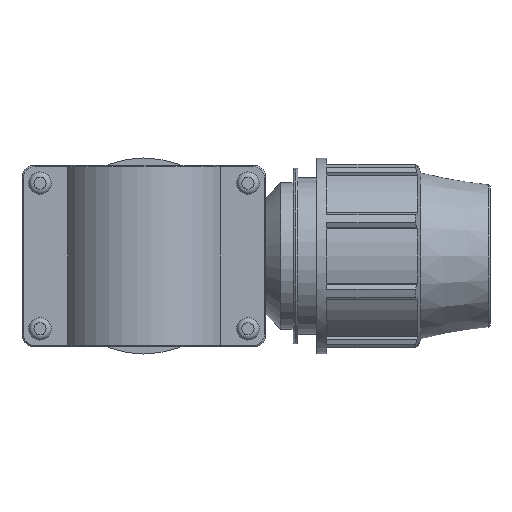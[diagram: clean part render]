
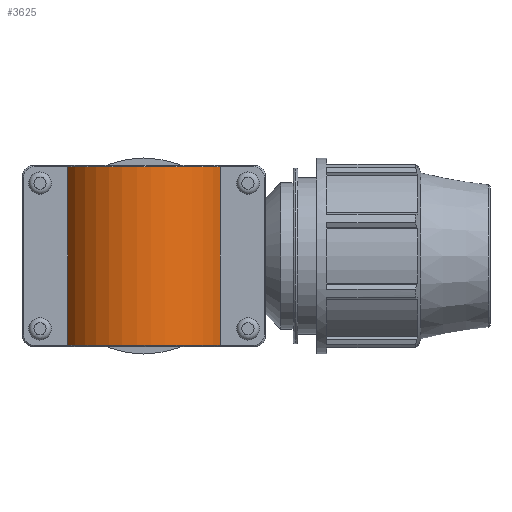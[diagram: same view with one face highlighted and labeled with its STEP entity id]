
A CAD part, front view. The second image highlights one B-rep face of the part: STEP entity #3625.
In plain terms, the highlighted cylindrical face has radius 49.5 mm (diameter 99 mm), a partial arc.
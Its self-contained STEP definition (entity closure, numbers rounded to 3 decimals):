
#330=LINE('',#6369,#622);
#331=LINE('',#6371,#623);
#622=VECTOR('',#4911,103.2);
#623=VECTOR('',#4914,103.2);
#858=CYLINDRICAL_SURFACE('',#3983,49.5);
#1123=FACE_OUTER_BOUND('',#1408,.T.);
#1408=EDGE_LOOP('',(#3194,#3195,#3196,#3197));
#1595=CIRCLE('',#3965,49.5);
#1596=CIRCLE('',#3968,49.5);
#1895=VERTEX_POINT('',#6309);
#1896=VERTEX_POINT('',#6314);
#1897=VERTEX_POINT('',#6321);
#1899=VERTEX_POINT('',#6330);
#2337=EDGE_CURVE('',#1895,#1896,#1595,.T.);
#2343=EDGE_CURVE('',#1899,#1897,#1596,.T.);
#2360=EDGE_CURVE('',#1895,#1897,#330,.T.);
#2361=EDGE_CURVE('',#1896,#1899,#331,.T.);
#3194=ORIENTED_EDGE('',*,*,#2337,.F.);
#3195=ORIENTED_EDGE('',*,*,#2360,.T.);
#3196=ORIENTED_EDGE('',*,*,#2343,.F.);
#3197=ORIENTED_EDGE('',*,*,#2361,.F.);
#3625=ADVANCED_FACE('',(#1123),#858,.T.);
#3965=AXIS2_PLACEMENT_3D('',#6315,#4861,#4862);
#3968=AXIS2_PLACEMENT_3D('',#6335,#4869,#4870);
#3983=AXIS2_PLACEMENT_3D('',#6370,#4912,#4913);
#4861=DIRECTION('center_axis',(0.,0.,-1.));
#4862=DIRECTION('ref_axis',(1.,0.,0.));
#4869=DIRECTION('center_axis',(0.,0.,1.));
#4870=DIRECTION('ref_axis',(1.,0.,0.));
#4911=DIRECTION('',(0.,0.,1.));
#4912=DIRECTION('center_axis',(0.,0.,1.));
#4913=DIRECTION('ref_axis',(1.,0.,0.));
#4914=DIRECTION('',(0.,0.,1.));
#6309=CARTESIAN_POINT('',(44.091,-22.5,-51.6));
#6314=CARTESIAN_POINT('',(-44.091,-22.5,-51.6));
#6315=CARTESIAN_POINT('Origin',(0.,0.,-51.6));
#6321=CARTESIAN_POINT('',(44.091,-22.5,51.6));
#6330=CARTESIAN_POINT('',(-44.091,-22.5,51.6));
#6335=CARTESIAN_POINT('Origin',(0.,0.,51.6));
#6369=CARTESIAN_POINT('',(44.091,-22.5,0.));
#6370=CARTESIAN_POINT('Origin',(0.,0.,0.));
#6371=CARTESIAN_POINT('',(-44.091,-22.5,0.));
